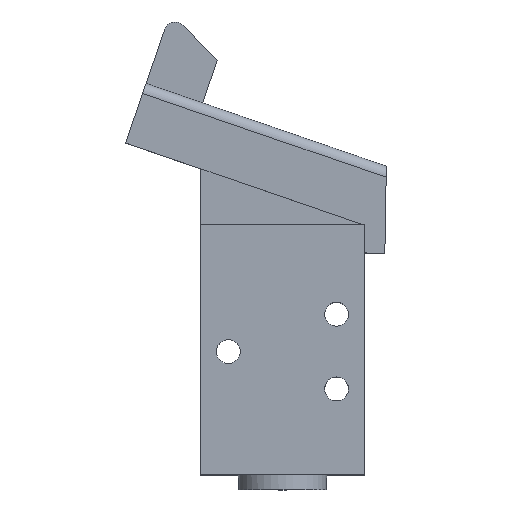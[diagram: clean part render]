
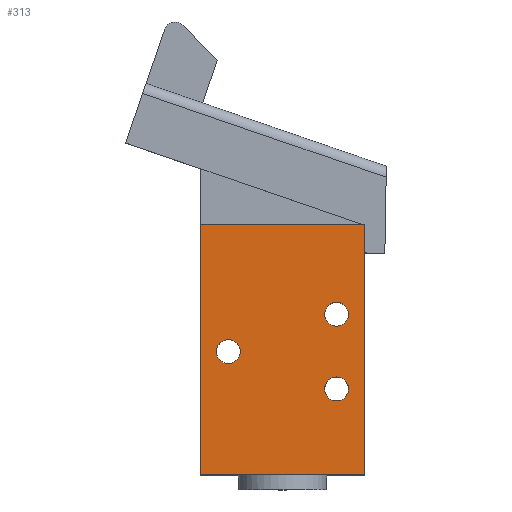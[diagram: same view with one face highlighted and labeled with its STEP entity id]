
A CAD part, top view. The second image highlights one B-rep face of the part: STEP entity #313.
In plain terms, the highlighted planar face has unit normal (0, 0, 1).
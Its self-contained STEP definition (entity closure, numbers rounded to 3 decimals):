
#313 = ADVANCED_FACE( '', ( #605, #606, #607, #608 ), #609, .T. );
#605 = FACE_BOUND( '', #893, .T. );
#606 = FACE_BOUND( '', #894, .T. );
#607 = FACE_BOUND( '', #895, .T. );
#608 = FACE_OUTER_BOUND( '', #896, .T. );
#609 = PLANE( '', #897 );
#893 = EDGE_LOOP( '', ( #1520 ) );
#894 = EDGE_LOOP( '', ( #1521 ) );
#895 = EDGE_LOOP( '', ( #1522 ) );
#896 = EDGE_LOOP( '', ( #1523, #1524, #1525, #1526 ) );
#897 = AXIS2_PLACEMENT_3D( '', #1527, #1528, #1529 );
#1520 = ORIENTED_EDGE( '', *, *, #1820, .F. );
#1521 = ORIENTED_EDGE( '', *, *, #1894, .F. );
#1522 = ORIENTED_EDGE( '', *, *, #1885, .F. );
#1523 = ORIENTED_EDGE( '', *, *, #1850, .T. );
#1524 = ORIENTED_EDGE( '', *, *, #1912, .F. );
#1525 = ORIENTED_EDGE( '', *, *, #1696, .T. );
#1526 = ORIENTED_EDGE( '', *, *, #1746, .T. );
#1527 = CARTESIAN_POINT( '', ( 0., 0., 12. ) );
#1528 = DIRECTION( '', ( 0., 0., 1. ) );
#1529 = DIRECTION( '', ( 1., 0., 0. ) );
#1696 = EDGE_CURVE( '', #1997, #1995, #1998, .T. );
#1746 = EDGE_CURVE( '', #1995, #2079, #2081, .T. );
#1820 = EDGE_CURVE( '', #2193, #2193, #2194, .T. );
#1850 = EDGE_CURVE( '', #2079, #2236, #2238, .T. );
#1885 = EDGE_CURVE( '', #2283, #2283, #2284, .T. );
#1894 = EDGE_CURVE( '', #2295, #2295, #2296, .T. );
#1912 = EDGE_CURVE( '', #1997, #2236, #2316, .T. );
#1995 = VERTEX_POINT( '', #2417 );
#1997 = VERTEX_POINT( '', #2420 );
#1998 = LINE( '', #2421, #2422 );
#2079 = VERTEX_POINT( '', #2528 );
#2081 = LINE( '', #2531, #2532 );
#2193 = VERTEX_POINT( '', #2687 );
#2194 = CIRCLE( '', #2688, 1.6 );
#2236 = VERTEX_POINT( '', #2747 );
#2238 = LINE( '', #2750, #2751 );
#2283 = VERTEX_POINT( '', #2815 );
#2284 = CIRCLE( '', #2816, 1.6 );
#2295 = VERTEX_POINT( '', #2828 );
#2296 = CIRCLE( '', #2829, 1.6 );
#2316 = LINE( '', #2858, #2859 );
#2417 = CARTESIAN_POINT( '', ( 0., 0., 12. ) );
#2420 = CARTESIAN_POINT( '', ( 0., 33.5, 12. ) );
#2421 = CARTESIAN_POINT( '', ( 0., 30., 12. ) );
#2422 = VECTOR( '', #2932, 1000. );
#2528 = CARTESIAN_POINT( '', ( 22., 0., 12. ) );
#2531 = CARTESIAN_POINT( '', ( 0., 0., 12. ) );
#2532 = VECTOR( '', #2995, 1000. );
#2687 = CARTESIAN_POINT( '', ( 5.35, 16.5, 12. ) );
#2688 = AXIS2_PLACEMENT_3D( '', #3072, #3073, #3074 );
#2747 = CARTESIAN_POINT( '', ( 22., 33.5, 12. ) );
#2750 = CARTESIAN_POINT( '', ( 22., 0., 12. ) );
#2751 = VECTOR( '', #3105, 1000. );
#2815 = CARTESIAN_POINT( '', ( 19.85, 21.5, 12. ) );
#2816 = AXIS2_PLACEMENT_3D( '', #3137, #3138, #3139 );
#2828 = CARTESIAN_POINT( '', ( 19.85, 11.5, 12. ) );
#2829 = AXIS2_PLACEMENT_3D( '', #3150, #3151, #3152 );
#2858 = CARTESIAN_POINT( '', ( 0., 33.5, 12. ) );
#2859 = VECTOR( '', #3165, 1000. );
#2932 = DIRECTION( '', ( 0., -1., 0. ) );
#2995 = DIRECTION( '', ( 1., 0., 0. ) );
#3072 = CARTESIAN_POINT( '', ( 3.75, 16.5, 12. ) );
#3073 = DIRECTION( '', ( 0., 0., 1. ) );
#3074 = DIRECTION( '', ( 1., 0., 0. ) );
#3105 = DIRECTION( '', ( 0., 1., 0. ) );
#3137 = CARTESIAN_POINT( '', ( 18.25, 21.5, 12. ) );
#3138 = DIRECTION( '', ( 0., 0., 1. ) );
#3139 = DIRECTION( '', ( 1., 0., 0. ) );
#3150 = CARTESIAN_POINT( '', ( 18.25, 11.5, 12. ) );
#3151 = DIRECTION( '', ( 0., 0., 1. ) );
#3152 = DIRECTION( '', ( 1., 0., 0. ) );
#3165 = DIRECTION( '', ( 1., 0., 0. ) );
